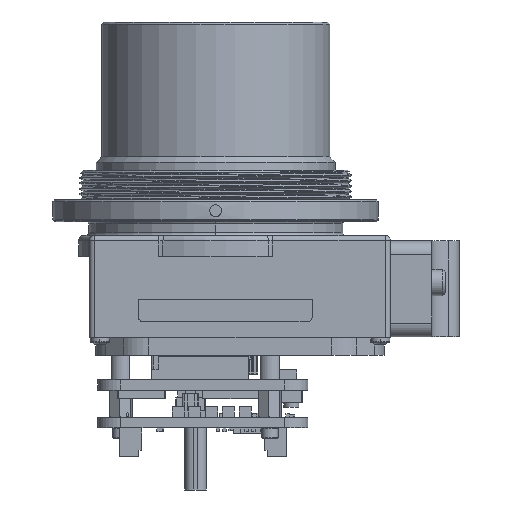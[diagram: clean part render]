
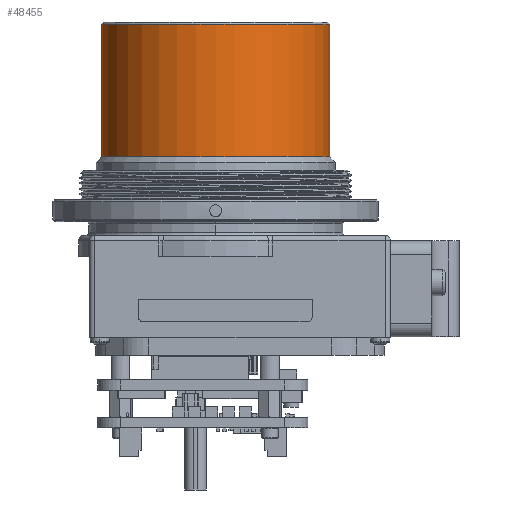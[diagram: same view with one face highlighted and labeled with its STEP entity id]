
A CAD part, left-side view. The second image highlights one B-rep face of the part: STEP entity #48455.
In plain terms, the highlighted cylindrical face has radius 16.66 mm (diameter 33.32 mm), a partial arc.
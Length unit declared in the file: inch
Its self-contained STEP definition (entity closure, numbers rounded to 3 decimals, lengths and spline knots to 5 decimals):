
#982 = LINE ( 'NONE', #61542, #64277 ) ;
#1242 = DIRECTION ( 'NONE',  ( 0., 0., -1. ) ) ;
#8879 = CARTESIAN_POINT ( 'NONE',  ( 0.73, -0.06909, 0.07743 ) ) ;
#9017 = VERTEX_POINT ( 'NONE', #57832 ) ;
#11592 = DIRECTION ( 'NONE',  ( 0., 0., 1. ) ) ;
#12598 = EDGE_CURVE ( 'NONE', #40685, #9017, #43428, .T. ) ;
#12790 = DIRECTION ( 'NONE',  ( 0., 0., 1. ) ) ;
#12906 = DIRECTION ( 'NONE',  ( 0., -1., 0. ) ) ;
#14623 = ORIENTED_EDGE ( 'NONE', *, *, #67672, .F. ) ;
#19697 = AXIS2_PLACEMENT_3D ( 'NONE', #62158, #1242, #12906 ) ;
#20010 = VERTEX_POINT ( 'NONE', #8879 ) ;
#20836 = CARTESIAN_POINT ( 'NONE',  ( 0.73, -1.38091, 0.07743 ) ) ;
#25647 = AXIS2_PLACEMENT_3D ( 'NONE', #57249, #12790, #35000 ) ;
#32085 = ORIENTED_EDGE ( 'NONE', *, *, #12598, .T. ) ;
#32867 = CARTESIAN_POINT ( 'NONE',  ( 0.73, -0.725, 0.07743 ) ) ;
#33425 = EDGE_CURVE ( 'NONE', #9017, #68593, #51104, .T. ) ;
#33891 = CARTESIAN_POINT ( 'NONE',  ( 0.73, -0.06909, 0.84042 ) ) ;
#34127 = ORIENTED_EDGE ( 'NONE', *, *, #33425, .T. ) ;
#34693 = AXIS2_PLACEMENT_3D ( 'NONE', #32867, #60232, #38348 ) ;
#35000 = DIRECTION ( 'NONE',  ( 0., -1., 0. ) ) ;
#38348 = DIRECTION ( 'NONE',  ( 0., -1., 0. ) ) ;
#40481 = CYLINDRICAL_SURFACE ( 'NONE', #25647, 0.65591 ) ;
#40685 = VERTEX_POINT ( 'NONE', #45652 ) ;
#43055 = DIRECTION ( 'NONE',  ( 0., 0., 1. ) ) ;
#43428 = LINE ( 'NONE', #20836, #47296 ) ;
#45652 = CARTESIAN_POINT ( 'NONE',  ( 0.73, -1.38091, 0.07743 ) ) ;
#46050 = ORIENTED_EDGE ( 'NONE', *, *, #59337, .F. ) ;
#47296 = VECTOR ( 'NONE', #43055, 39.37008 ) ;
#48455 = ADVANCED_FACE ( 'NONE', ( #63111 ), #40481, .T. ) ;
#51104 = CIRCLE ( 'NONE', #19697, 0.65591 ) ;
#53818 = EDGE_LOOP ( 'NONE', ( #34127, #14623, #46050, #32085 ) ) ;
#54586 = CIRCLE ( 'NONE', #34693, 0.65591 ) ;
#57249 = CARTESIAN_POINT ( 'NONE',  ( 0.73, -0.725, -0.34659 ) ) ;
#57832 = CARTESIAN_POINT ( 'NONE',  ( 0.73, -1.38091, 0.84042 ) ) ;
#59337 = EDGE_CURVE ( 'NONE', #40685, #20010, #54586, .T. ) ;
#60232 = DIRECTION ( 'NONE',  ( 0., 0., -1. ) ) ;
#61542 = CARTESIAN_POINT ( 'NONE',  ( 0.73, -0.06909, 0.07743 ) ) ;
#62158 = CARTESIAN_POINT ( 'NONE',  ( 0.73, -0.725, 0.84042 ) ) ;
#63111 = FACE_OUTER_BOUND ( 'NONE', #53818, .T. ) ;
#64277 = VECTOR ( 'NONE', #11592, 39.37008 ) ;
#67672 = EDGE_CURVE ( 'NONE', #20010, #68593, #982, .T. ) ;
#68593 = VERTEX_POINT ( 'NONE', #33891 ) ;
